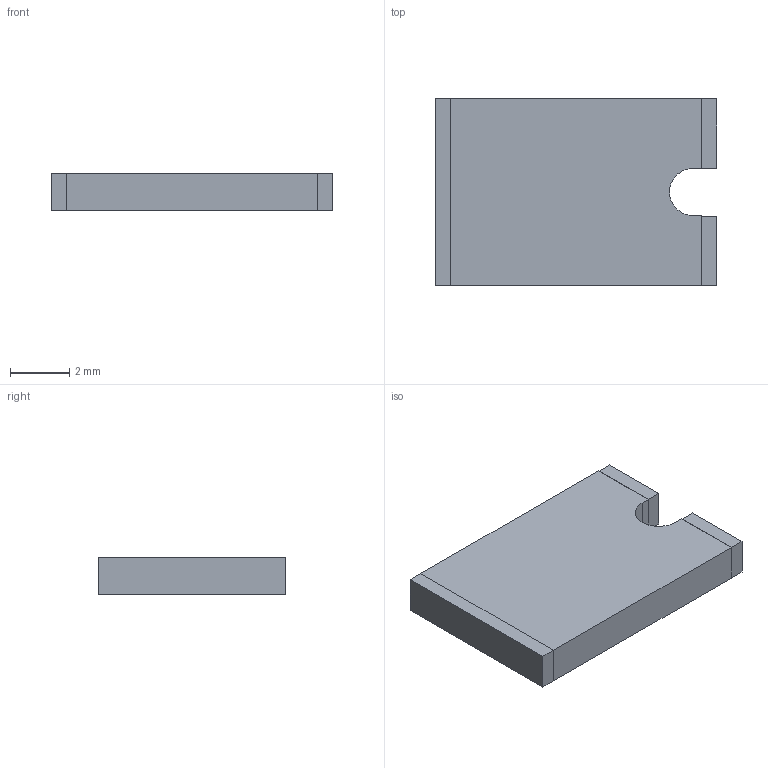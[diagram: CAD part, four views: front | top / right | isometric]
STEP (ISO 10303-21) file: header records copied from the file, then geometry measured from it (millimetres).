
FILE_DESCRIPTION(/* description */ (''),/* implementation_level */ '2;1');
FILE_NAME(/* name */ '827-7362-078',/* time_stamp */ '2000-05-10T13:08:22-05:00',/* author */ (''),/* organization */ (''),/* preprocessor_version */ 'ST-DEVELOPER 1.6',/* originating_system */ 'UNIGRAPHICS SOLUTIONS - UNIGRAPHICS 15.0',/* authorisation */ '');
FILE_SCHEMA (('CONFIG_CONTROL_DESIGN'));
Length unit declared in the file: inch
Products named in the file (5): 827-7362-107; 827-7362-081; 827-7362-080; 827-7362-079; 827-7362-078
Assembly tree (5 placements, depth 2):
  827-7362-078
    827-7362-079
    827-7362-080
    827-7362-081  x2
    827-7362-107
Bounding box: 9.53 x 6.35 x 1.27 mm (x, y, z)
Volume: 73.9 mm3; surface area: 187.9 mm2
Topology: 4 solids, 4 shells, 28 faces, 60 edges, 40 vertices
Faces by surface type: plane 27, cylinder 1
Entity records: 1195 total; most frequent: CARTESIAN_POINT 108, DIRECTION 106, ORIENTED_EDGE 96, EDGE_CURVE 48, VECTOR 46, LINE 46, ORGANIZATION 45, PERSON_AND_ORGANIZATION 45
